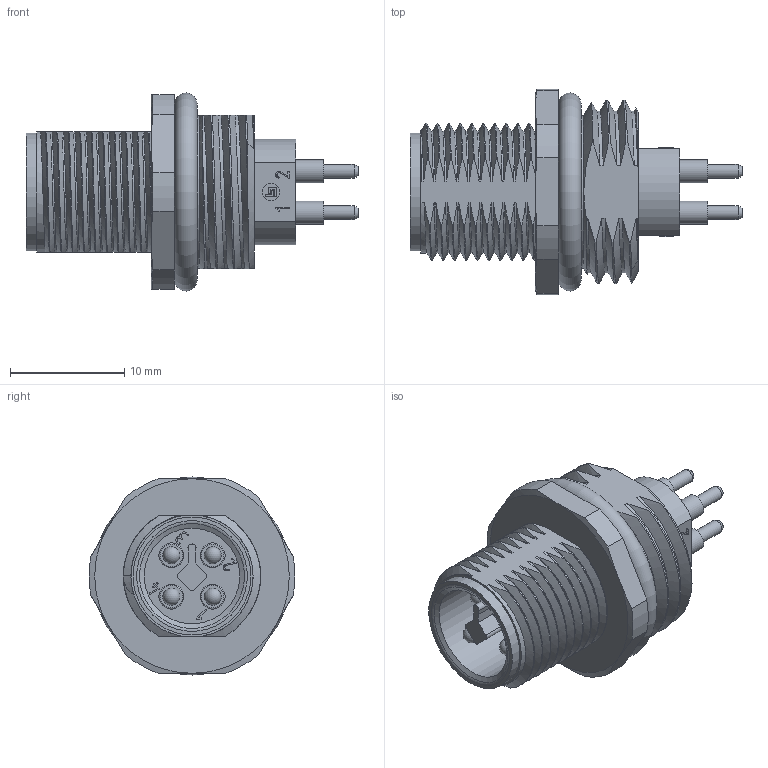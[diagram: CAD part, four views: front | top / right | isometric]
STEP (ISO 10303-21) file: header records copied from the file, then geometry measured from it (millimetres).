
FILE_DESCRIPTION(/* description */ (''),/* implementation_level */ '2;1');
FILE_NAME(/* name */ '86_0239_0000_00044_001_00.stp',/* time_stamp */ '2025-06-05T13:46:52+02:00',/* author */ (''),/* organization */ (''),/* preprocessor_version */ 'ST-DEVELOPER v18.102',/* originating_system */ 'SIEMENS PLM Software NX 2027',/* authorisation */ '');
FILE_SCHEMA (('AUTOMOTIVE_DESIGN { 1 0 10303 214 3 1 1 1 }'));
Length unit declared in the file: millimetre
Products named in the file (1): 00_shol2314C766dn33
Bounding box: 29 x 17.96 x 17.3 mm (x, y, z)
Volume: 2675.3 mm3; surface area: 2425.1 mm2
Topology: 1 solids, 1 shells, 283 faces, 746 edges, 490 vertices
Faces by surface type: cylinder 86, plane 83, bspline 55, extrusion 32, cone 17, torus 6, sphere 4
Full cylindrical faces by diameter (mm): 1.2 x4, 1.5 x5, 2 x4, 2.17 x4, 8.35 x1, 10.3 x1, 13.3 x1
Entity records: 30742 total; most frequent: CARTESIAN_POINT 24726, ORIENTED_EDGE 1382, DIRECTION 869, EDGE_CURVE 691, VERTEX_POINT 475, B_SPLINE_CURVE_WITH_KNOTS 374, EDGE_LOOP 348, AXIS2_PLACEMENT_3D 291
